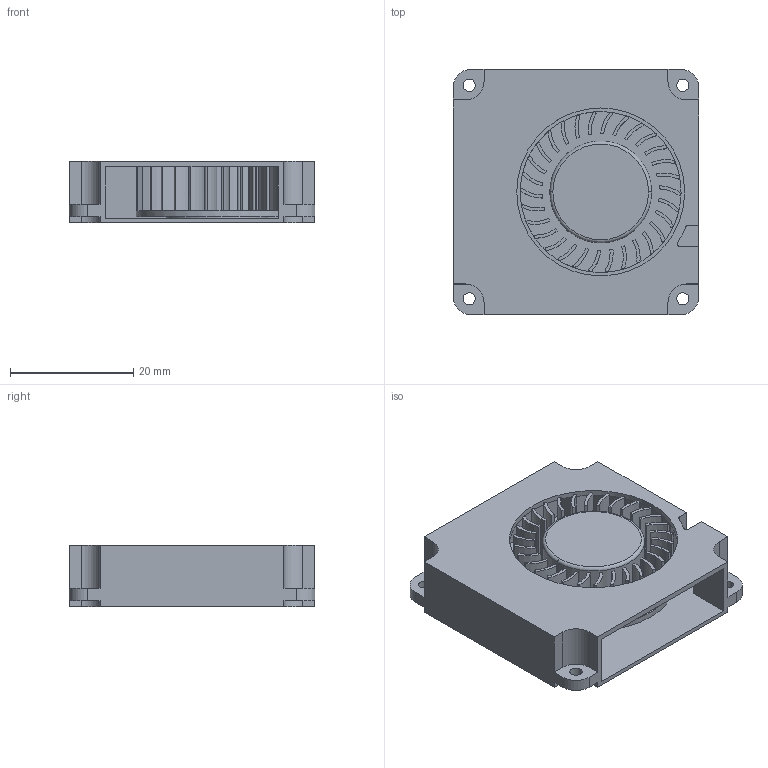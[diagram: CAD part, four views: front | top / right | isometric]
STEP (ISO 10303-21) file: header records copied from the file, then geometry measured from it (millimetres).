
FILE_DESCRIPTION (( 'STEP AP203' ), '1' );
FILE_NAME ('Turbo Fan Creality 40x40 24V.STEP', '2023-01-09T17:48:52', ( '' ), ( '' ), 'SwSTEP 2.0', 'SolidWorks 2022', '' );
FILE_SCHEMA (( 'CONFIG_CONTROL_DESIGN' ));
Length unit declared in the file: millimetre
Products named in the file (1): Turbo Fan Creality 40x40 24V
Bounding box: 39.8 x 39.8 x 10 mm (x, y, z)
Volume: 6656.1 mm3; surface area: 10141 mm2
Topology: 1 solids, 1 shells, 250 faces, 700 edges, 456 vertices
Faces by surface type: cylinder 136, plane 112, torus 2
Entity records: 8261 total; most frequent: DIRECTION 1538, CARTESIAN_POINT 1407, ORIENTED_EDGE 1400, EDGE_CURVE 700, AXIS2_PLACEMENT_3D 587, VERTEX_POINT 456, LINE 364, VECTOR 364
